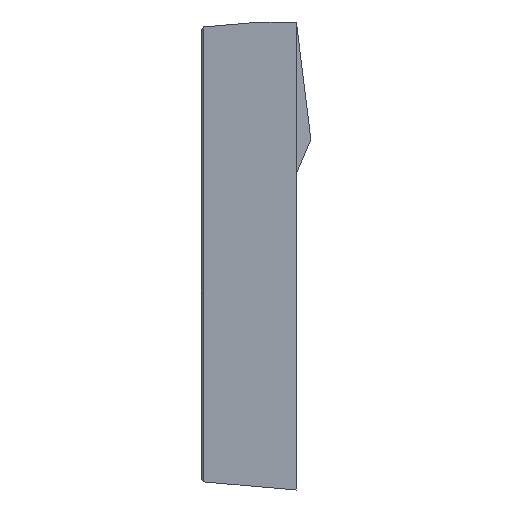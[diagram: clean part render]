
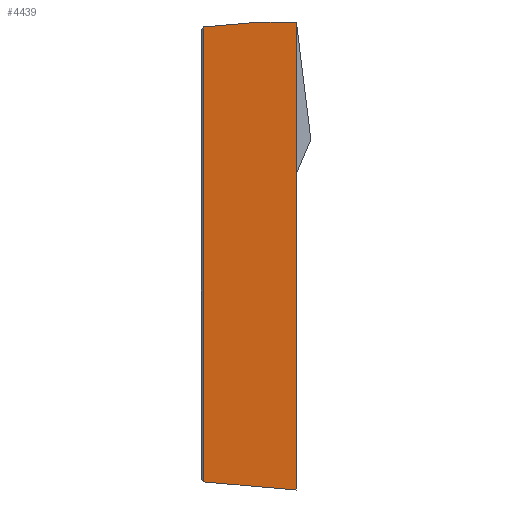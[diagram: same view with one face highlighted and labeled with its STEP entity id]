
A CAD part, left-side view. The second image highlights one B-rep face of the part: STEP entity #4439.
In plain terms, the highlighted planar face has unit normal (-0.996, 0.087, 0).
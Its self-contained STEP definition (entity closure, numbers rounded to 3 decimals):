
#235=FACE_OUTER_BOUND('',#490,.T.);
#490=EDGE_LOOP('',(#3076,#3077,#3078,#3079,#3080,#3081));
#741=LINE('',#6285,#1289);
#755=LINE('',#6311,#1303);
#846=LINE('',#6499,#1394);
#850=LINE('',#6507,#1398);
#851=LINE('',#6509,#1399);
#852=LINE('',#6510,#1400);
#1289=VECTOR('',#5025,10.);
#1303=VECTOR('',#5047,10.);
#1394=VECTOR('',#5184,10.);
#1398=VECTOR('',#5190,10.);
#1399=VECTOR('',#5191,10.);
#1400=VECTOR('',#5192,10.);
#1837=VERTEX_POINT('',#6283);
#1838=VERTEX_POINT('',#6284);
#1846=VERTEX_POINT('',#6309);
#1920=VERTEX_POINT('',#6498);
#1923=VERTEX_POINT('',#6506);
#1924=VERTEX_POINT('',#6508);
#2266=EDGE_CURVE('',#1837,#1838,#741,.T.);
#2280=EDGE_CURVE('',#1837,#1846,#755,.T.);
#2373=EDGE_CURVE('',#1838,#1920,#846,.T.);
#2377=EDGE_CURVE('',#1923,#1846,#850,.T.);
#2378=EDGE_CURVE('',#1923,#1924,#851,.T.);
#2379=EDGE_CURVE('',#1924,#1920,#852,.T.);
#3076=ORIENTED_EDGE('',*,*,#2266,.F.);
#3077=ORIENTED_EDGE('',*,*,#2280,.T.);
#3078=ORIENTED_EDGE('',*,*,#2377,.F.);
#3079=ORIENTED_EDGE('',*,*,#2378,.T.);
#3080=ORIENTED_EDGE('',*,*,#2379,.T.);
#3081=ORIENTED_EDGE('',*,*,#2373,.F.);
#4248=PLANE('',#4694);
#4439=ADVANCED_FACE('',(#235),#4248,.T.);
#4694=AXIS2_PLACEMENT_3D('',#6505,#5188,#5189);
#5025=DIRECTION('',(0.,0.,1.));
#5047=DIRECTION('',(-0.087,-0.992,-0.087));
#5184=DIRECTION('',(-0.087,-0.992,0.087));
#5188=DIRECTION('center_axis',(-0.996,0.087,0.));
#5189=DIRECTION('ref_axis',(0.,0.,1.));
#5190=DIRECTION('',(0.,0.,-1.));
#5191=DIRECTION('',(0.,0.,1.));
#5192=DIRECTION('',(0.087,0.996,0.));
#6283=CARTESIAN_POINT('',(-5.79,8.452,-10.79));
#6284=CARTESIAN_POINT('',(-5.79,8.452,85.146));
#6285=CARTESIAN_POINT('',(-5.79,8.452,24.513));
#6309=CARTESIAN_POINT('',(-7.5,-11.093,-12.5));
#6311=CARTESIAN_POINT('',(-5.742,9.,-10.742));
#6498=CARTESIAN_POINT('',(-6.844,-3.593,86.2));
#6499=CARTESIAN_POINT('',(-5.915,7.029,85.271));
#6505=CARTESIAN_POINT('Origin',(-6.621,-1.047,12.175));
#6506=CARTESIAN_POINT('',(-7.5,-11.093,54.209));
#6507=CARTESIAN_POINT('',(-7.5,-11.093,86.2));
#6508=CARTESIAN_POINT('',(-7.5,-11.093,86.2));
#6509=CARTESIAN_POINT('',(-7.5,-11.093,12.175));
#6510=CARTESIAN_POINT('',(-6.514,0.179,86.2));
